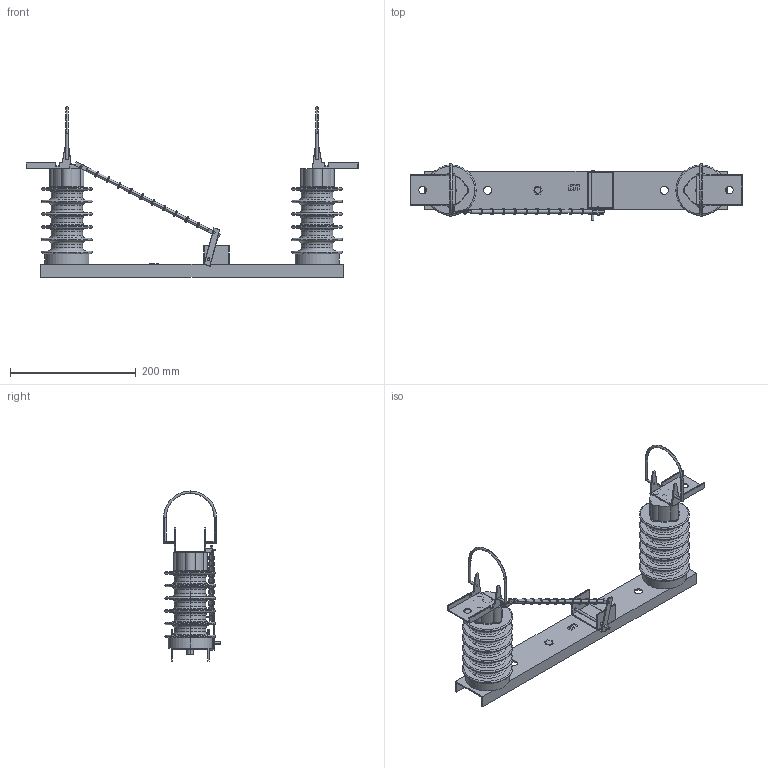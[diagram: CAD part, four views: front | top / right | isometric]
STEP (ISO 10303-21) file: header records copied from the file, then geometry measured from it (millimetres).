
FILE_DESCRIPTION((''),'2;1');
FILE_NAME('ETI_VV_BASE_V2_17_5KV_ASM','2020-01-13T',('marketing.praksa'),('Audax d.o.o.'),'CREO PARAMETRIC BY PTC INC, 2017480','CREO PARAMETRIC BY PTC INC, 2017480','');
FILE_SCHEMA(('AUTOMOTIVE_DESIGN { 1 0 10303 214 1 1 1 1 }'));
Length unit declared in the file: millimetre
Products named in the file (38): 23C_1; 248_1; 254_1; 33E; 405_1_2; 41C_1_2; 421_1_2; 432_1_2; 440_1_2; 487_1_2; 48B_1_2; 618_1_2; 7FD; 80E-1764; 80E-1765; 80E-1766; 82A; 83C; 886-1769; 886-1770; 886-1771; 886-1772; 886-1773; 886-1774; 886-1775; 886-1776; 886-1777; 886-1778; 8FD; 901; 942; 98F; 993; 99F; 9AB; 9DA; PRODUCT_1_2_ASM; ETI_VV_BASE_V2_17_5KV_ASM
Assembly tree (37 placements, depth 3):
  ETI_VV_BASE_V2_17_5KV_ASM
    PRODUCT_1_2_ASM
      23C_1
      248_1
      254_1
      33E
      405_1_2
      41C_1_2
      421_1_2
      432_1_2
      440_1_2
      487_1_2
      48B_1_2
      618_1_2
      7FD
      80E-1764
      80E-1765
      80E-1766
      82A
      83C
      886-1769
      886-1770
      886-1771
      886-1772
      886-1773
      886-1774
      886-1775
      886-1776
      886-1777
      886-1778
      8FD
      901
      942
      98F
      993
      99F
      9AB
      9DA
Bounding box: 527 x 90 x 270 mm (x, y, z)
Volume: 946982.5 mm3; surface area: 277301.1 mm2
Topology: 36 solids, 36 shells, 975 faces, 2341 edges, 1465 vertices
Faces by surface type: cylinder 362, plane 295, torus 288, sphere 18, bspline 12
Entity records: 41939 total; most frequent: CARTESIAN_POINT 9538, DIRECTION 5190, ORIENTED_EDGE 4646, PRESENTATION_STYLE_ASSIGNMENT 2359, STYLED_ITEM 2359, CURVE_STYLE 2323, EDGE_CURVE 2323, AXIS2_PLACEMENT_3D 2157
